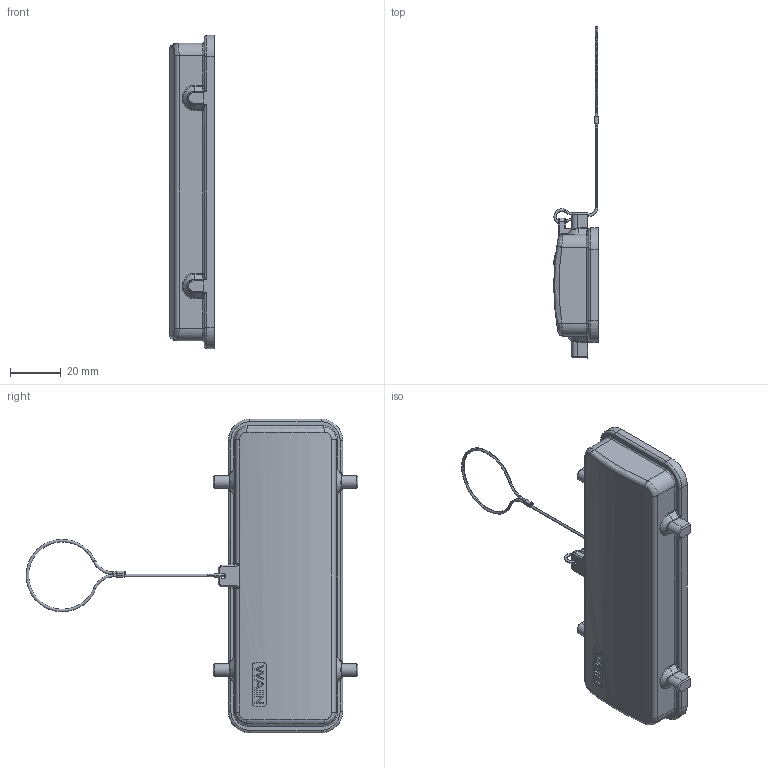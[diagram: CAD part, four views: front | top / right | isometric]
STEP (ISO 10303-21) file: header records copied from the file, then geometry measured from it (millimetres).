
FILE_DESCRIPTION((''),'2;1');
FILE_NAME('MANIFOLD_SOLID_BREP_13070','2020-04-14T',('zl.chen'),(''),'PRO/ENGINEER BY PARAMETRIC TECHNOLOGY CORPORATION, 2013430','PRO/ENGINEER BY PARAMETRIC TECHNOLOGY CORPORATION, 2013430','');
FILE_SCHEMA(('CONFIG_CONTROL_DESIGN','SHAPE_APPEARANCE_LAYERS_GROUPS'));
Length unit declared in the file: millimetre
Products named in the file (1): MANIFOLD_SOLID_BREP_13070
Bounding box: 17.54 x 130.55 x 123.4 mm (x, y, z)
Volume: 20264.7 mm3; surface area: 21131.3 mm2
Topology: 1 solids, 1 shells, 387 faces, 990 edges, 604 vertices
Faces by surface type: cylinder 143, plane 132, bspline 44, torus 40, sphere 10, extrusion 10, cone 8
Entity records: 14489 total; most frequent: CARTESIAN_POINT 5295, ORIENTED_EDGE 1960, DIRECTION 1761, EDGE_CURVE 980, AXIS2_PLACEMENT_3D 652, VERTEX_POINT 604, VECTOR 457, LINE 447
